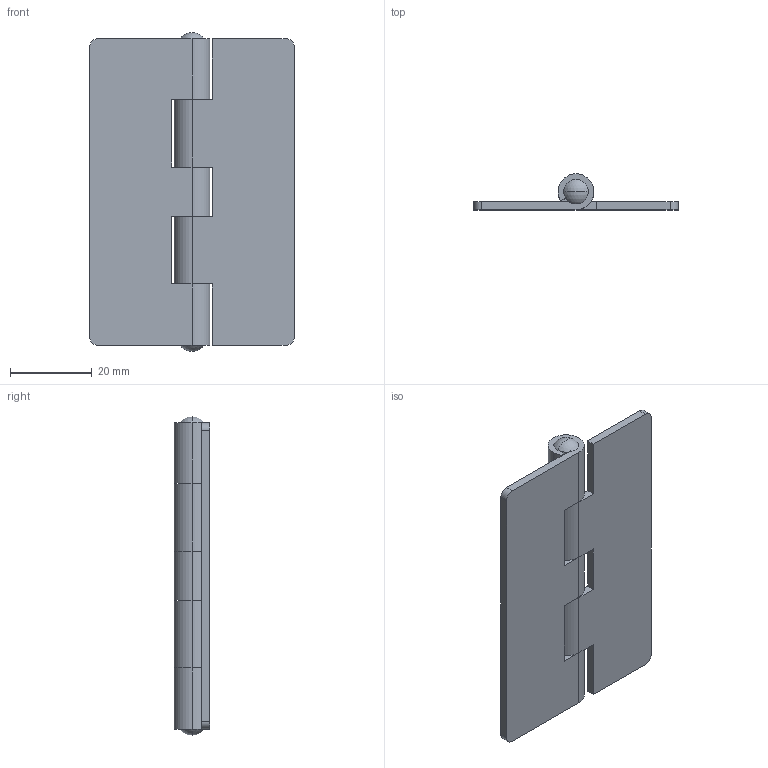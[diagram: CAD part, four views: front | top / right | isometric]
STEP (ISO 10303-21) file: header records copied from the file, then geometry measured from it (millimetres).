
FILE_DESCRIPTION (( 'STEP AP203' ), '1' );
FILE_NAME ('B-2078-4.STEP', '2021-08-06T06:14:39', ( '' ), ( '' ), 'SwSTEP 2.0', 'SolidWorks 2018', '' );
FILE_SCHEMA (( 'CONFIG_CONTROL_DESIGN' ));
Length unit declared in the file: millimetre
Products named in the file (4): B-2078-4ヒンジA_; B-2078-4; B-2078-4シャフト_; B-2078-4ヒンジB_
Assembly tree (3 placements, depth 2):
  B-2078-4
    B-2078-4ヒンジA_
    B-2078-4ヒンジB_
    B-2078-4シャフト_
Bounding box: 50 x 8.8 x 78 mm (x, y, z)
Volume: 10406.2 mm3; surface area: 11673.4 mm2
Topology: 3 solids, 3 shells, 70 faces, 188 edges, 126 vertices
Faces by surface type: cylinder 36, plane 30, sphere 4
Entity records: 2642 total; most frequent: DIRECTION 420, CARTESIAN_POINT 390, ORIENTED_EDGE 376, EDGE_CURVE 188, AXIS2_PLACEMENT_3D 156, VERTEX_POINT 126, LINE 108, VECTOR 108
